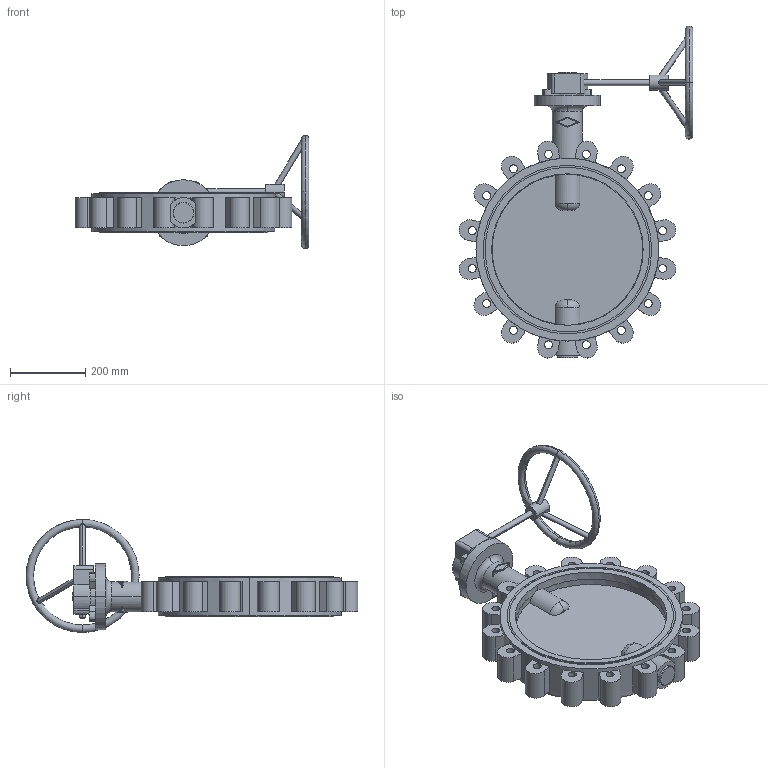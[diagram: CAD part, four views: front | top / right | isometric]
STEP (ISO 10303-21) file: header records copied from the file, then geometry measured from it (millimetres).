
FILE_DESCRIPTION( ( '' ), '1' );
FILE_NAME( 'c000005656.stp', '2015-06-02T12:18:31', ( '' ), ( '' ), ' ', ' ', ' ' );
FILE_SCHEMA( ( 'CONFIG_CONTROL_DESIGN' ) );
Length unit declared in the file: millimetre
Products named in the file (2): 1; 2
Bounding box: 620.4 x 880.4 x 300 mm (x, y, z)
Volume: 14928683.1 mm3; surface area: 1120993.4 mm2
Topology: 2 solids, 2 shells, 315 faces, 833 edges, 554 vertices
Faces by surface type: plane 168, cylinder 122, torus 16, cone 9
Entity records: 11638 total; most frequent: CARTESIAN_POINT 3469, DIRECTION 1718, ORIENTED_EDGE 1666, EDGE_CURVE 833, AXIS2_PLACEMENT_3D 639, VERTEX_POINT 554, LINE 440, VECTOR 440
